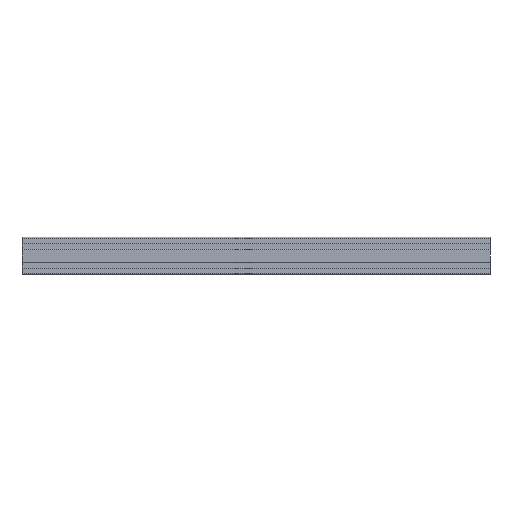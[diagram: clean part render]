
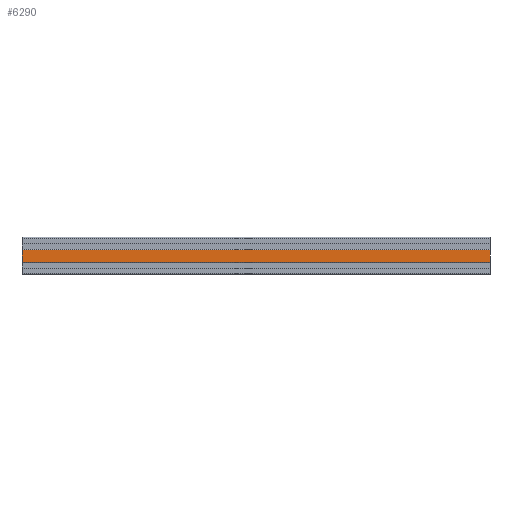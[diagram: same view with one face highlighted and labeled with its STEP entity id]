
A CAD part, left-side view. The second image highlights one B-rep face of the part: STEP entity #6290.
In plain terms, the highlighted planar face has unit normal (-1, 0, 0).
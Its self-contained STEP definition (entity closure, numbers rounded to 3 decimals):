
#32 = PLANE('',#33);
#33 = AXIS2_PLACEMENT_3D('',#34,#35,#36);
#34 = CARTESIAN_POINT('',(0.,250.,0.));
#35 = DIRECTION('',(0.,1.,0.));
#36 = DIRECTION('',(0.,0.,1.));
#1248 = VERTEX_POINT('',#1249);
#1249 = CARTESIAN_POINT('',(-20.,250.,-6.9));
#1263 = PLANE('',#1264);
#1264 = AXIS2_PLACEMENT_3D('',#1265,#1266,#1267);
#1265 = CARTESIAN_POINT('',(-21.,-508.303,-6.9));
#1266 = DIRECTION('',(0.,0.,-1.));
#1267 = DIRECTION('',(1.,0.,0.));
#1275 = EDGE_CURVE('',#1248,#1276,#1278,.T.);
#1276 = VERTEX_POINT('',#1277);
#1277 = CARTESIAN_POINT('',(-20.,250.,6.9));
#1278 = SURFACE_CURVE('',#1279,(#1283,#1290),.PCURVE_S1.);
#1279 = LINE('',#1280,#1281);
#1280 = CARTESIAN_POINT('',(-20.,250.,-20.));
#1281 = VECTOR('',#1282,1.);
#1282 = DIRECTION('',(0.,0.,1.));
#1283 = PCURVE('',#32,#1284);
#1284 = DEFINITIONAL_REPRESENTATION('',(#1285),#1289);
#1285 = LINE('',#1286,#1287);
#1286 = CARTESIAN_POINT('',(-20.,-20.));
#1287 = VECTOR('',#1288,1.);
#1288 = DIRECTION('',(1.,0.));
#1289 = ( GEOMETRIC_REPRESENTATION_CONTEXT(2) 
PARAMETRIC_REPRESENTATION_CONTEXT() REPRESENTATION_CONTEXT('2D SPACE',''
  ) );
#1290 = PCURVE('',#1291,#1296);
#1291 = PLANE('',#1292);
#1292 = AXIS2_PLACEMENT_3D('',#1293,#1294,#1295);
#1293 = CARTESIAN_POINT('',(-20.,250.,-20.));
#1294 = DIRECTION('',(-1.,0.,0.));
#1295 = DIRECTION('',(0.,0.,1.));
#1296 = DEFINITIONAL_REPRESENTATION('',(#1297),#1301);
#1297 = LINE('',#1298,#1299);
#1298 = CARTESIAN_POINT('',(0.,0.));
#1299 = VECTOR('',#1300,1.);
#1300 = DIRECTION('',(1.,0.));
#1301 = ( GEOMETRIC_REPRESENTATION_CONTEXT(2) 
PARAMETRIC_REPRESENTATION_CONTEXT() REPRESENTATION_CONTEXT('2D SPACE',''
  ) );
#1319 = PLANE('',#1320);
#1320 = AXIS2_PLACEMENT_3D('',#1321,#1322,#1323);
#1321 = CARTESIAN_POINT('',(-21.,-508.303,6.9));
#1322 = DIRECTION('',(0.,0.,-1.));
#1323 = DIRECTION('',(1.,0.,0.));
#3577 = PLANE('',#3578);
#3578 = AXIS2_PLACEMENT_3D('',#3579,#3580,#3581);
#3579 = CARTESIAN_POINT('',(0.,-250.,0.));
#3580 = DIRECTION('',(0.,1.,0.));
#3581 = DIRECTION('',(0.,0.,1.));
#6198 = VERTEX_POINT('',#6199);
#6199 = CARTESIAN_POINT('',(-20.,-250.,-6.9));
#6220 = EDGE_CURVE('',#1248,#6198,#6221,.T.);
#6221 = SURFACE_CURVE('',#6222,(#6226,#6233),.PCURVE_S1.);
#6222 = LINE('',#6223,#6224);
#6223 = CARTESIAN_POINT('',(-20.,-129.152,-6.9));
#6224 = VECTOR('',#6225,1.);
#6225 = DIRECTION('',(0.,-1.,0.));
#6226 = PCURVE('',#1263,#6227);
#6227 = DEFINITIONAL_REPRESENTATION('',(#6228),#6232);
#6228 = LINE('',#6229,#6230);
#6229 = CARTESIAN_POINT('',(1.,-379.152));
#6230 = VECTOR('',#6231,1.);
#6231 = DIRECTION('',(0.,1.));
#6232 = ( GEOMETRIC_REPRESENTATION_CONTEXT(2) 
PARAMETRIC_REPRESENTATION_CONTEXT() REPRESENTATION_CONTEXT('2D SPACE',''
  ) );
#6233 = PCURVE('',#1291,#6234);
#6234 = DEFINITIONAL_REPRESENTATION('',(#6235),#6239);
#6235 = LINE('',#6236,#6237);
#6236 = CARTESIAN_POINT('',(13.1,-379.152));
#6237 = VECTOR('',#6238,1.);
#6238 = DIRECTION('',(0.,-1.));
#6239 = ( GEOMETRIC_REPRESENTATION_CONTEXT(2) 
PARAMETRIC_REPRESENTATION_CONTEXT() REPRESENTATION_CONTEXT('2D SPACE',''
  ) );
#6290 = ADVANCED_FACE('',(#6291),#1291,.T.);
#6291 = FACE_BOUND('',#6292,.T.);
#6292 = EDGE_LOOP('',(#6293,#6294,#6295,#6318));
#6293 = ORIENTED_EDGE('',*,*,#1275,.F.);
#6294 = ORIENTED_EDGE('',*,*,#6220,.T.);
#6295 = ORIENTED_EDGE('',*,*,#6296,.T.);
#6296 = EDGE_CURVE('',#6198,#6297,#6299,.T.);
#6297 = VERTEX_POINT('',#6298);
#6298 = CARTESIAN_POINT('',(-20.,-250.,6.9));
#6299 = SURFACE_CURVE('',#6300,(#6304,#6311),.PCURVE_S1.);
#6300 = LINE('',#6301,#6302);
#6301 = CARTESIAN_POINT('',(-20.,-250.,-20.));
#6302 = VECTOR('',#6303,1.);
#6303 = DIRECTION('',(0.,0.,1.));
#6304 = PCURVE('',#1291,#6305);
#6305 = DEFINITIONAL_REPRESENTATION('',(#6306),#6310);
#6306 = LINE('',#6307,#6308);
#6307 = CARTESIAN_POINT('',(0.,-500.));
#6308 = VECTOR('',#6309,1.);
#6309 = DIRECTION('',(1.,0.));
#6310 = ( GEOMETRIC_REPRESENTATION_CONTEXT(2) 
PARAMETRIC_REPRESENTATION_CONTEXT() REPRESENTATION_CONTEXT('2D SPACE',''
  ) );
#6311 = PCURVE('',#3577,#6312);
#6312 = DEFINITIONAL_REPRESENTATION('',(#6313),#6317);
#6313 = LINE('',#6314,#6315);
#6314 = CARTESIAN_POINT('',(-20.,-20.));
#6315 = VECTOR('',#6316,1.);
#6316 = DIRECTION('',(1.,0.));
#6317 = ( GEOMETRIC_REPRESENTATION_CONTEXT(2) 
PARAMETRIC_REPRESENTATION_CONTEXT() REPRESENTATION_CONTEXT('2D SPACE',''
  ) );
#6318 = ORIENTED_EDGE('',*,*,#6319,.F.);
#6319 = EDGE_CURVE('',#1276,#6297,#6320,.T.);
#6320 = SURFACE_CURVE('',#6321,(#6325,#6332),.PCURVE_S1.);
#6321 = LINE('',#6322,#6323);
#6322 = CARTESIAN_POINT('',(-20.,-129.152,6.9));
#6323 = VECTOR('',#6324,1.);
#6324 = DIRECTION('',(0.,-1.,0.));
#6325 = PCURVE('',#1291,#6326);
#6326 = DEFINITIONAL_REPRESENTATION('',(#6327),#6331);
#6327 = LINE('',#6328,#6329);
#6328 = CARTESIAN_POINT('',(26.9,-379.152));
#6329 = VECTOR('',#6330,1.);
#6330 = DIRECTION('',(0.,-1.));
#6331 = ( GEOMETRIC_REPRESENTATION_CONTEXT(2) 
PARAMETRIC_REPRESENTATION_CONTEXT() REPRESENTATION_CONTEXT('2D SPACE',''
  ) );
#6332 = PCURVE('',#1319,#6333);
#6333 = DEFINITIONAL_REPRESENTATION('',(#6334),#6338);
#6334 = LINE('',#6335,#6336);
#6335 = CARTESIAN_POINT('',(1.,-379.152));
#6336 = VECTOR('',#6337,1.);
#6337 = DIRECTION('',(0.,1.));
#6338 = ( GEOMETRIC_REPRESENTATION_CONTEXT(2) 
PARAMETRIC_REPRESENTATION_CONTEXT() REPRESENTATION_CONTEXT('2D SPACE',''
  ) );
